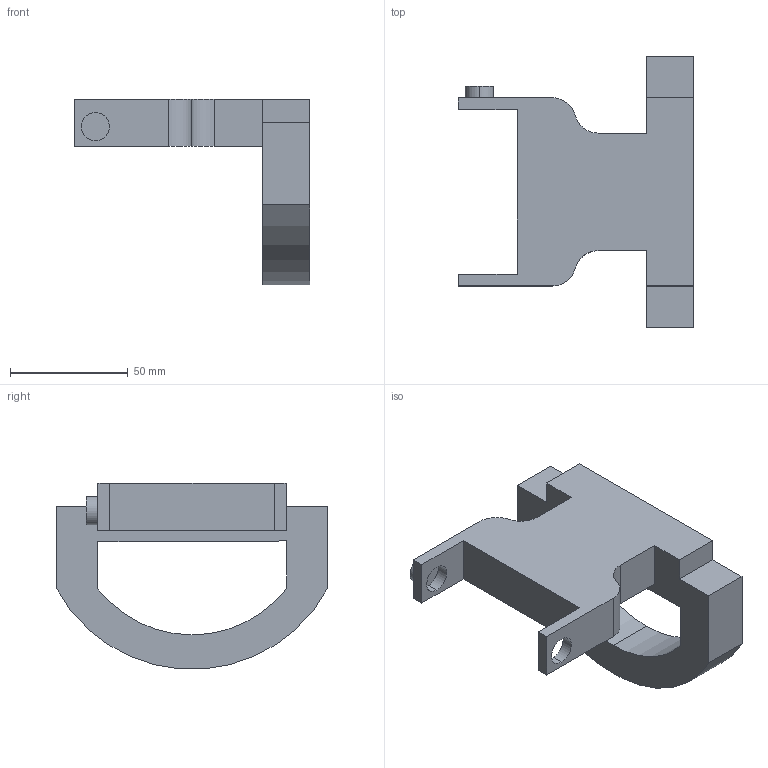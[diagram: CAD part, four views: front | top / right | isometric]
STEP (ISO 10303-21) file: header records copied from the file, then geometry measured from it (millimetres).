
FILE_DESCRIPTION (( 'STEP AP203' ), '1' );
FILE_NAME ('nesrupalm link_Default_sldprt.STEP', '2022-10-20T05:26:47', ( 'Windows User' ), ( '' ), 'SwSTEP 2.0', 'SolidWorks 2021', '' );
FILE_SCHEMA (( 'CONFIG_CONTROL_DESIGN' ));
Length unit declared in the file: millimetre
Products named in the file (1): nesrupalm link_Default_sldprt
Bounding box: 100 x 115 x 78.98 mm (x, y, z)
Volume: 172418.1 mm3; surface area: 33888.4 mm2
Topology: 1 solids, 1 shells, 37 faces, 99 edges, 66 vertices
Faces by surface type: plane 24, cylinder 13
Entity records: 1244 total; most frequent: CARTESIAN_POINT 203, DIRECTION 201, ORIENTED_EDGE 198, EDGE_CURVE 99, LINE 73, VECTOR 73, VERTEX_POINT 66, AXIS2_PLACEMENT_3D 64
